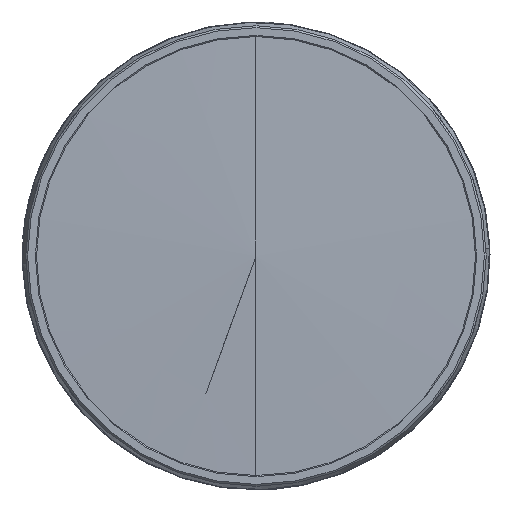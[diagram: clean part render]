
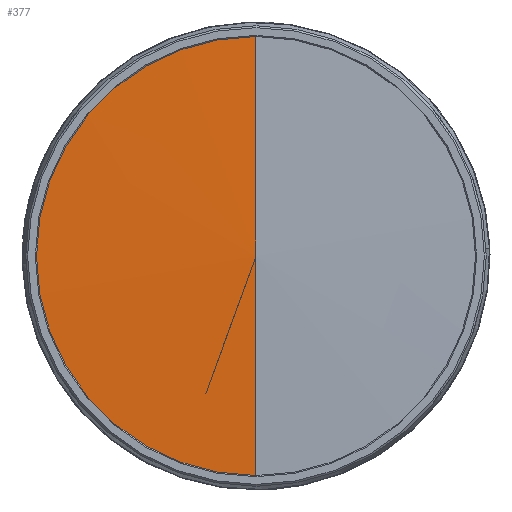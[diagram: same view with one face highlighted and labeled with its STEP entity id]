
A CAD part, left-side view. The second image highlights one B-rep face of the part: STEP entity #377.
In plain terms, the highlighted conical face has half-angle 88.559 degrees and reference radius 59.504 mm.
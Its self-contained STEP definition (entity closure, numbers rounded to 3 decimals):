
#10 = LINE ( 'NONE', #2891, #468 ) ;
#223 = VERTEX_POINT ( 'NONE', #1614 ) ;
#289 = AXIS2_PLACEMENT_3D ( 'NONE', #2712, #2689, #910 ) ;
#377 = ADVANCED_FACE ( 'NONE', ( #806 ), #2215, .T. ) ;
#468 = VECTOR ( 'NONE', #1966, 1000. ) ;
#735 = DIRECTION ( 'NONE',  ( 0.025, 0., -1. ) ) ;
#756 = CIRCLE ( 'NONE', #3023, 58.15 ) ;
#806 = FACE_OUTER_BOUND ( 'NONE', #3438, .T. ) ;
#910 = DIRECTION ( 'NONE',  ( 0., 0., -1. ) ) ;
#1169 = EDGE_CURVE ( 'NONE', #2097, #223, #3050, .T. ) ;
#1268 = CARTESIAN_POINT ( 'NONE',  ( 1.463, 0., 58.15 ) ) ;
#1614 = CARTESIAN_POINT ( 'NONE',  ( 1.463, 0., -58.15 ) ) ;
#1623 = ORIENTED_EDGE ( 'NONE', *, *, #1169, .F. ) ;
#1665 = DIRECTION ( 'NONE',  ( 1., 0., 0. ) ) ;
#1686 = CARTESIAN_POINT ( 'NONE',  ( 1.463, 0., 0. ) ) ;
#1935 = DIRECTION ( 'NONE',  ( 0., 0., -1. ) ) ;
#1966 = DIRECTION ( 'NONE',  ( 0.025, 0., 1. ) ) ;
#2097 = VERTEX_POINT ( 'NONE', #3749 ) ;
#2143 = EDGE_CURVE ( 'NONE', #223, #3063, #756, .T. ) ;
#2215 = CONICAL_SURFACE ( 'NONE', #289, 59.504, 1.546 ) ;
#2241 = CARTESIAN_POINT ( 'NONE',  ( 1.497, 0., -59.504 ) ) ;
#2279 = ORIENTED_EDGE ( 'NONE', *, *, #2143, .F. ) ;
#2605 = EDGE_CURVE ( 'NONE', #2097, #3063, #10, .T. ) ;
#2689 = DIRECTION ( 'NONE',  ( 1., 0., 0. ) ) ;
#2712 = CARTESIAN_POINT ( 'NONE',  ( 1.497, 0., 0. ) ) ;
#2891 = CARTESIAN_POINT ( 'NONE',  ( 1.497, 0., 59.504 ) ) ;
#3023 = AXIS2_PLACEMENT_3D ( 'NONE', #1686, #1665, #1935 ) ;
#3050 = LINE ( 'NONE', #2241, #3850 ) ;
#3063 = VERTEX_POINT ( 'NONE', #1268 ) ;
#3438 = EDGE_LOOP ( 'NONE', ( #1623, #3819, #2279 ) ) ;
#3749 = CARTESIAN_POINT ( 'NONE',  ( 0., 0., 0. ) ) ;
#3819 = ORIENTED_EDGE ( 'NONE', *, *, #2605, .T. ) ;
#3850 = VECTOR ( 'NONE', #735, 1000. ) ;
